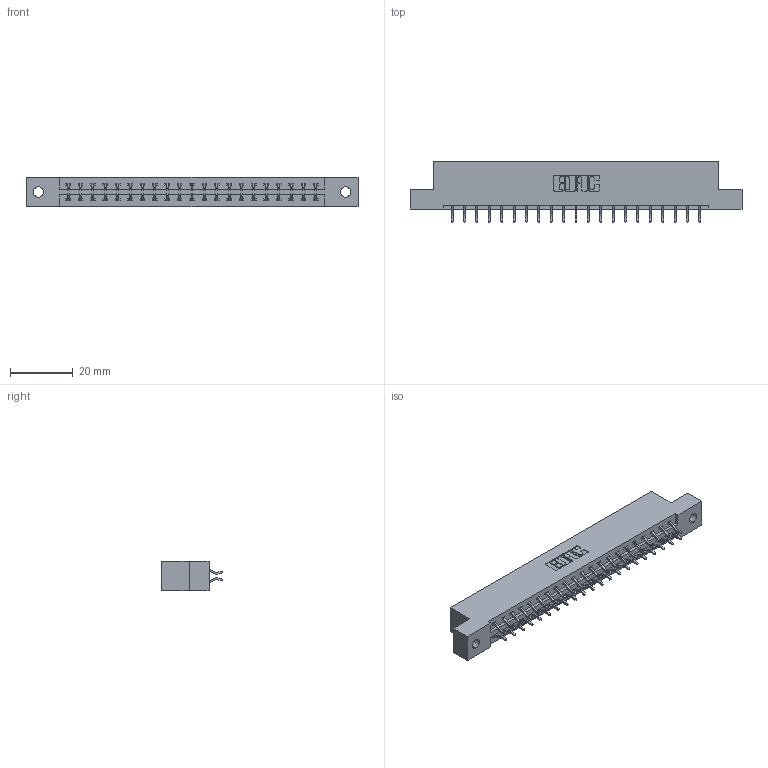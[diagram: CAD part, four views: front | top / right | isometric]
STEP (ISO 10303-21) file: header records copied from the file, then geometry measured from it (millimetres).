
FILE_DESCRIPTION (( 'STEP AP203' ), '1' );
FILE_NAME ('387-042-556-202.STEP', '2019-10-18T04:35:16', ( '' ), ( '' ), 'SwSTEP 2.0', 'SolidWorks 2016', '' );
FILE_SCHEMA (( 'CONFIG_CONTROL_DESIGN' ));
Length unit declared in the file: inch
Products named in the file (3): 345-292-001_556 Tail; 387-042-556-202; 337 Part_Flush Mounting Lugs - 0.128 Dia
Assembly tree (43 placements, depth 2):
  387-042-556-202
    337 Part_Flush Mounting Lugs - 0.128 Dia
    345-292-001_556 Tail  x42
Bounding box: 106.22 x 19.57 x 9.4 mm (x, y, z)
Volume: 10876.7 mm3; surface area: 11775.1 mm2
Topology: 43 solids, 43 shells, 2634 faces, 7829 edges, 5162 vertices
Faces by surface type: plane 1834, cylinder 800
Entity records: 19221 total; most frequent: CARTESIAN_POINT 3270, ORIENTED_EDGE 3194, DIRECTION 2809, EDGE_CURVE 1597, VECTOR 1461, LINE 1461, VERTEX_POINT 1062, AXIS2_PLACEMENT_3D 674
